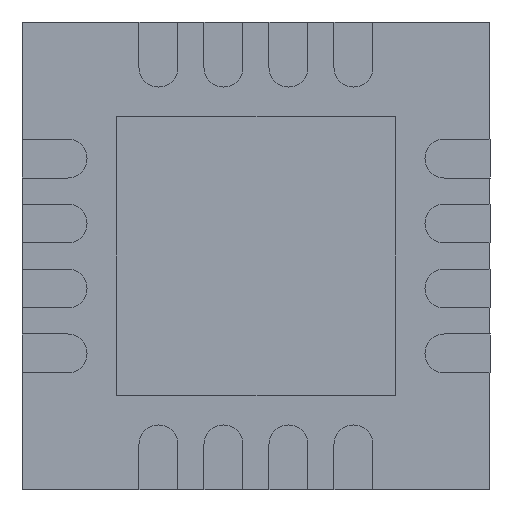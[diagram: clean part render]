
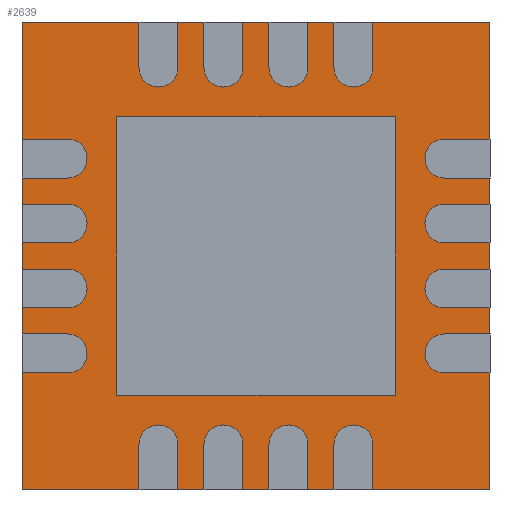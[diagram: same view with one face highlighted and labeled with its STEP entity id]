
A CAD part, front view. The second image highlights one B-rep face of the part: STEP entity #2639.
In plain terms, the highlighted planar face has unit normal (0, -1, 0).
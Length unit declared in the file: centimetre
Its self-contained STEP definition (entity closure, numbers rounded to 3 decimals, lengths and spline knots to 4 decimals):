
#101 = VECTOR ( 'NONE', #1154, 100. ) ;
#175 = VERTEX_POINT ( 'NONE', #2036 ) ;
#380 = PLANE ( 'NONE',  #681 ) ;
#612 = LINE ( 'NONE', #2925, #724 ) ;
#618 = EDGE_CURVE ( 'NONE', #175, #921, #1687, .T. ) ;
#663 = LINE ( 'NONE', #684, #101 ) ;
#681 = AXIS2_PLACEMENT_3D ( 'NONE', #2404, #1144, #2158 ) ;
#684 = CARTESIAN_POINT ( 'NONE',  ( -0.18, 0.005, -0.18 ) ) ;
#709 = VERTEX_POINT ( 'NONE', #2723 ) ;
#724 = VECTOR ( 'NONE', #1851, 100. ) ;
#860 = CARTESIAN_POINT ( 'NONE',  ( 0.18, 0.005, -0.18 ) ) ;
#921 = VERTEX_POINT ( 'NONE', #2603 ) ;
#930 = ORIENTED_EDGE ( 'NONE', *, *, #1016, .F. ) ;
#1016 = EDGE_CURVE ( 'NONE', #2539, #709, #612, .T. ) ;
#1057 = LINE ( 'NONE', #2069, #2386 ) ;
#1130 = FACE_OUTER_BOUND ( 'NONE', #2417, .T. ) ;
#1144 = DIRECTION ( 'NONE',  ( 0., 1., 0. ) ) ;
#1154 = DIRECTION ( 'NONE',  ( 0., 0., 1. ) ) ;
#1442 = DIRECTION ( 'NONE',  ( 1., 0., 0. ) ) ;
#1687 = LINE ( 'NONE', #2239, #2747 ) ;
#1800 = ORIENTED_EDGE ( 'NONE', *, *, #2166, .F. ) ;
#1851 = DIRECTION ( 'NONE',  ( -1., 0., 0. ) ) ;
#2036 = CARTESIAN_POINT ( 'NONE',  ( -0.18, 0.005, 0.18 ) ) ;
#2069 = CARTESIAN_POINT ( 'NONE',  ( 0.18, 0.005, 0.18 ) ) ;
#2158 = DIRECTION ( 'NONE',  ( 0., 0., 1. ) ) ;
#2166 = EDGE_CURVE ( 'NONE', #921, #2539, #1057, .T. ) ;
#2239 = CARTESIAN_POINT ( 'NONE',  ( -0.18, 0.005, 0.18 ) ) ;
#2386 = VECTOR ( 'NONE', #3280, 100. ) ;
#2392 = EDGE_CURVE ( 'NONE', #709, #175, #663, .T. ) ;
#2404 = CARTESIAN_POINT ( 'NONE',  ( 0., 0.005, 0. ) ) ;
#2417 = EDGE_LOOP ( 'NONE', ( #2888, #2431, #930, #1800 ) ) ;
#2431 = ORIENTED_EDGE ( 'NONE', *, *, #2392, .F. ) ;
#2539 = VERTEX_POINT ( 'NONE', #860 ) ;
#2603 = CARTESIAN_POINT ( 'NONE',  ( 0.18, 0.005, 0.18 ) ) ;
#2639 = ADVANCED_FACE ( 'NONE', ( #1130 ), #380, .F. ) ;
#2723 = CARTESIAN_POINT ( 'NONE',  ( -0.18, 0.005, -0.18 ) ) ;
#2747 = VECTOR ( 'NONE', #1442, 100. ) ;
#2888 = ORIENTED_EDGE ( 'NONE', *, *, #618, .F. ) ;
#2925 = CARTESIAN_POINT ( 'NONE',  ( 0.18, 0.005, -0.18 ) ) ;
#3280 = DIRECTION ( 'NONE',  ( 0., 0., -1. ) ) ;
